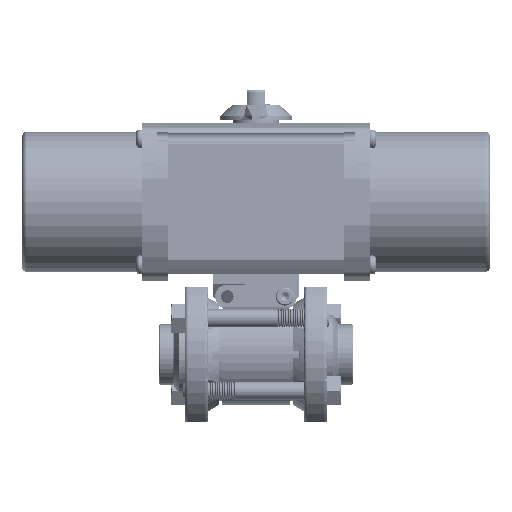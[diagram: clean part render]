
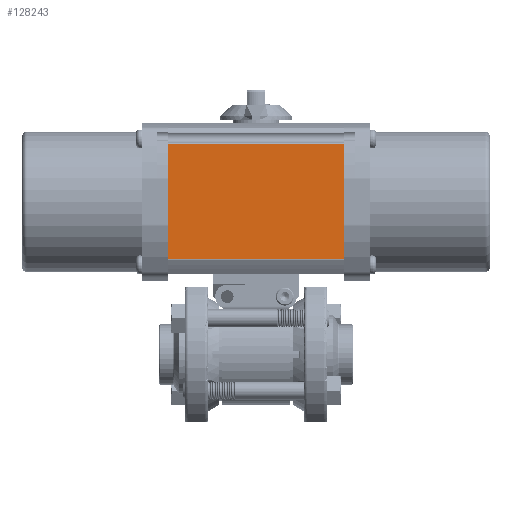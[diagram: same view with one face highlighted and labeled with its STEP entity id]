
A CAD part, top view. The second image highlights one B-rep face of the part: STEP entity #128243.
In plain terms, the highlighted planar face has unit normal (0, 0, 1).
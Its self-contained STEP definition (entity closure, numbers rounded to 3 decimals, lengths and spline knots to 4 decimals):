
#1840 = LINE ( 'NONE', #21789, #74508 ) ;
#2078 = CARTESIAN_POINT ( 'NONE',  ( -1.5275, 1.6529, 1.17 ) ) ;
#2472 = DIRECTION ( 'NONE',  ( 0., 0., -1. ) ) ;
#9436 = LINE ( 'NONE', #171451, #41429 ) ;
#13660 = ORIENTED_EDGE ( 'NONE', *, *, #124903, .F. ) ;
#13705 = CARTESIAN_POINT ( 'NONE',  ( 1.5275, 3.6471, 1.17 ) ) ;
#17139 = EDGE_LOOP ( 'NONE', ( #99941, #72505, #13660, #157433 ) ) ;
#21584 = DIRECTION ( 'NONE',  ( 0., 1., 0. ) ) ;
#21789 = CARTESIAN_POINT ( 'NONE',  ( 1.5275, 3.6544, 1.17 ) ) ;
#32827 = CARTESIAN_POINT ( 'NONE',  ( -1.5275, 3.6471, 1.17 ) ) ;
#33486 = VERTEX_POINT ( 'NONE', #2078 ) ;
#41429 = VECTOR ( 'NONE', #21584, 39.3701 ) ;
#50729 = EDGE_CURVE ( 'NONE', #33486, #133146, #149206, .T. ) ;
#65905 = VERTEX_POINT ( 'NONE', #32827 ) ;
#72505 = ORIENTED_EDGE ( 'NONE', *, *, #169998, .T. ) ;
#74508 = VECTOR ( 'NONE', #157913, 39.3701 ) ;
#92318 = LINE ( 'NONE', #92789, #124245 ) ;
#92789 = CARTESIAN_POINT ( 'NONE',  ( -5.0403, 3.6471, 1.17 ) ) ;
#99941 = ORIENTED_EDGE ( 'NONE', *, *, #148501, .F. ) ;
#112176 = CARTESIAN_POINT ( 'NONE',  ( -5.0403, 1.6529, 1.17 ) ) ;
#112748 = VECTOR ( 'NONE', #152861, 39.3701 ) ;
#115359 = FACE_OUTER_BOUND ( 'NONE', #17139, .T. ) ;
#115592 = VERTEX_POINT ( 'NONE', #13705 ) ;
#124245 = VECTOR ( 'NONE', #133971, 39.3701 ) ;
#124903 = EDGE_CURVE ( 'NONE', #33486, #65905, #9436, .T. ) ;
#128243 = ADVANCED_FACE ( 'NONE', ( #115359 ), #152953, .F. ) ;
#128699 = AXIS2_PLACEMENT_3D ( 'NONE', #139168, #2472, #166684 ) ;
#131099 = CARTESIAN_POINT ( 'NONE',  ( 1.5275, 1.6529, 1.17 ) ) ;
#133146 = VERTEX_POINT ( 'NONE', #131099 ) ;
#133971 = DIRECTION ( 'NONE',  ( -1., 0., 0. ) ) ;
#139168 = CARTESIAN_POINT ( 'NONE',  ( -5.0403, 3.6544, 1.17 ) ) ;
#148501 = EDGE_CURVE ( 'NONE', #115592, #133146, #1840, .T. ) ;
#149206 = LINE ( 'NONE', #112176, #112748 ) ;
#152861 = DIRECTION ( 'NONE',  ( 1., 0., 0. ) ) ;
#152953 = PLANE ( 'NONE',  #128699 ) ;
#157433 = ORIENTED_EDGE ( 'NONE', *, *, #50729, .T. ) ;
#157913 = DIRECTION ( 'NONE',  ( 0., -1., 0. ) ) ;
#166684 = DIRECTION ( 'NONE',  ( 0., -1., 0. ) ) ;
#169998 = EDGE_CURVE ( 'NONE', #115592, #65905, #92318, .T. ) ;
#171451 = CARTESIAN_POINT ( 'NONE',  ( -1.5275, 3.6544, 1.17 ) ) ;
